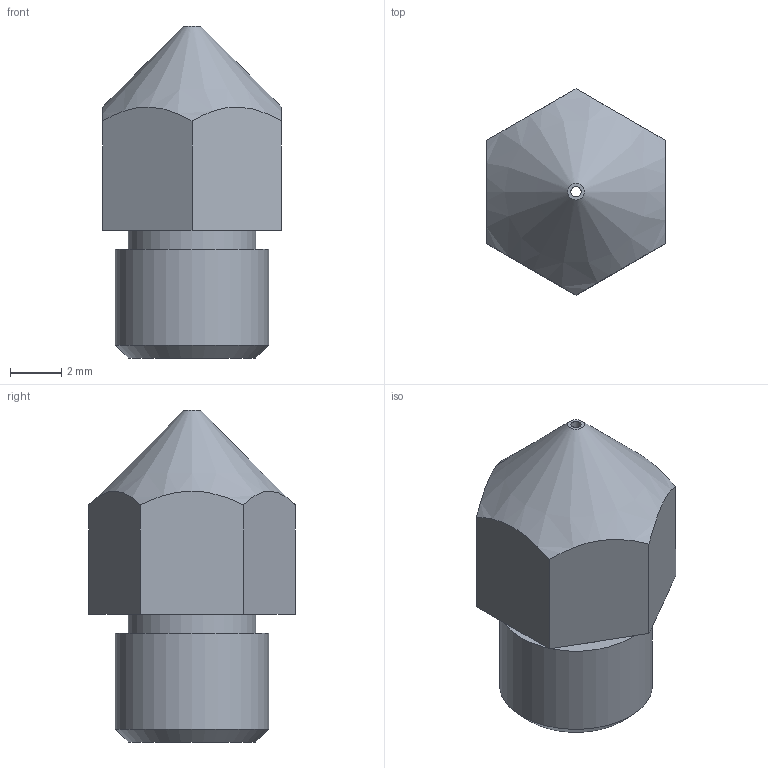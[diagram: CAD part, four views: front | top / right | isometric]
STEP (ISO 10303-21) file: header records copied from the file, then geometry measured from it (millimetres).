
FILE_DESCRIPTION(/* description */ ('NOZZLE 0.4MM'),/* implementation_level */ '2;1');
FILE_NAME(/* name */ 'C04H020004-mk7-nozzle_0.4mm.stp',/* time_stamp */ '2014-12-22T14:39:48+01:00',/* author */ ('MARCHA TECHNOLOGY'),/* organization */ ('MARCHA TECHNOLOGY'),/* preprocessor_version */ 'ST-DEVELOPER v15.6',/* originating_system */ 'Autodesk Inventor 2015',/* authorisation */ '');
FILE_SCHEMA (('CONFIG_CONTROL_DESIGN'));
Length unit declared in the file: millimetre
Products named in the file (1): C04H020004-mk7-nozzle_0.4mm
Bounding box: 7 x 8.08 x 13 mm (x, y, z)
Volume: 344.9 mm3; surface area: 391.4 mm2
Topology: 1 solids, 1 shells, 17 faces, 38 edges, 25 vertices
Faces by surface type: plane 10, cylinder 4, cone 3
Full cylindrical faces by diameter (mm): 0.4 x1, 2 x1, 5 x1, 6 x1
Entity records: 514 total; most frequent: CARTESIAN_POINT 144, DIRECTION 68, ORIENTED_EDGE 60, EDGE_CURVE 30, EDGE_LOOP 28, AXIS2_PLACEMENT_3D 28, VERTEX_POINT 24, FACE_OUTER_BOUND 17
